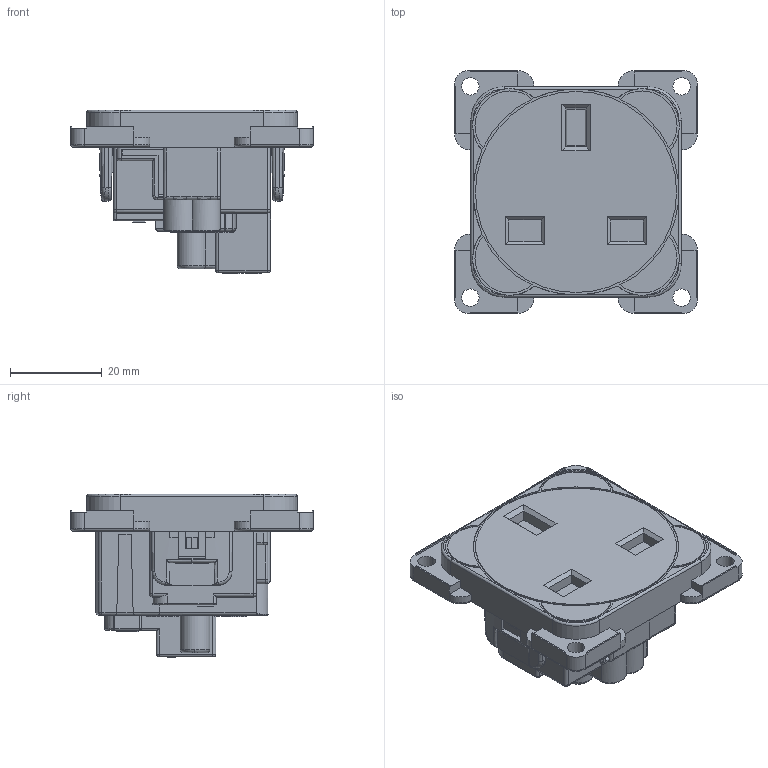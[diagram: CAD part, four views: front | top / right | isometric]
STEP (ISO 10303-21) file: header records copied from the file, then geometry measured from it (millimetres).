
FILE_DESCRIPTION (( 'STEP AP203' ), '1' );
FILE_NAME ('88052000.STEP', '2015-05-07T17:02:56', ( 'ATS Administrator' ), ( '' ), 'SwSTEP 2.0', 'SolidWorks 2014', '' );
FILE_SCHEMA (( 'CONFIG_CONTROL_DESIGN' ));
Length unit declared in the file: millimetre
Products named in the file (1): 88052000
Bounding box: 52.9 x 52.9 x 35.6 mm (x, y, z)
Volume: 35249.9 mm3; surface area: 15293 mm2
Topology: 4 solids, 4 shells, 1394 faces, 3663 edges, 2379 vertices
Faces by surface type: plane 800, bspline 319, cylinder 215, torus 45, sphere 9, cone 6
Entity records: 58523 total; most frequent: CARTESIAN_POINT 26131, ORIENTED_EDGE 7312, DIRECTION 5557, EDGE_CURVE 3656, LINE 2437, VECTOR 2437, VERTEX_POINT 2379, AXIS2_PLACEMENT_3D 1560
